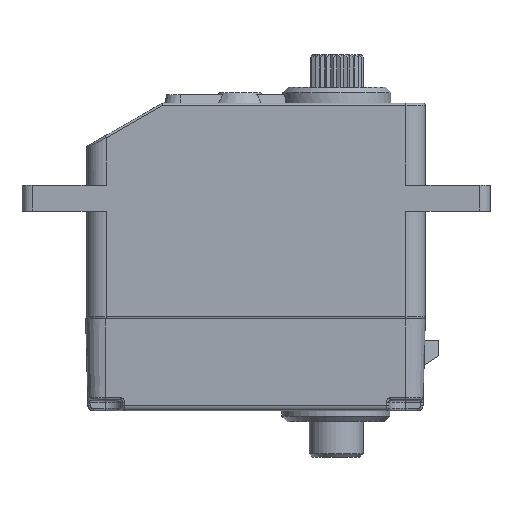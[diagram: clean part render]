
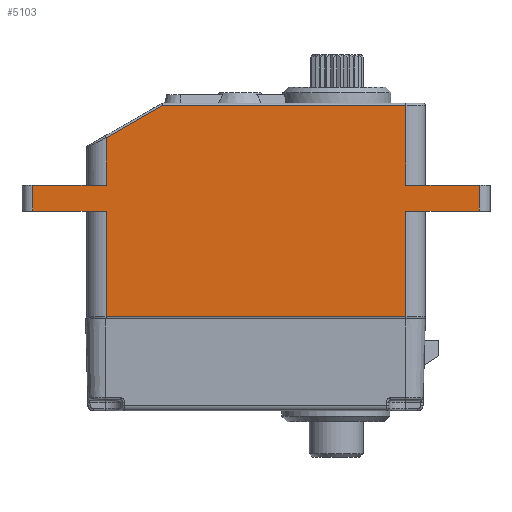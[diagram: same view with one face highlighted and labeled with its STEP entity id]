
A CAD part, top view. The second image highlights one B-rep face of the part: STEP entity #5103.
In plain terms, the highlighted planar face has unit normal (0, 0, 1).
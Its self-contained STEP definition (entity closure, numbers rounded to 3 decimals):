
#1521=DIRECTION('',(-1.,0.,0.));
#1522=VECTOR('',#1521,6.8);
#1523=CARTESIAN_POINT('',(13.2,12.4,8.2));
#1524=LINE('',#1523,#1522);
#1576=DIRECTION('',(1.,0.,0.));
#1577=VECTOR('',#1576,6.8);
#1578=CARTESIAN_POINT('',(6.4,10.,8.2));
#1579=LINE('',#1578,#1577);
#1821=DIRECTION('',(-1.,0.,0.));
#1822=VECTOR('',#1821,27.8);
#1823=CARTESIAN_POINT('',(6.4,0.2,8.2));
#1824=LINE('',#1823,#1822);
#1825=DIRECTION('',(0.,-1.,0.));
#1826=VECTOR('',#1825,9.8);
#1827=CARTESIAN_POINT('',(-21.4,10.,8.2));
#1828=LINE('',#1827,#1826);
#1829=DIRECTION('',(0.,1.,0.));
#1830=VECTOR('',#1829,2.4);
#1831=CARTESIAN_POINT('',(-28.2,10.,8.2));
#1832=LINE('',#1831,#1830);
#1833=DIRECTION('',(0.,-1.,0.));
#1834=VECTOR('',#1833,4.398);
#1835=CARTESIAN_POINT('',(-21.4,16.798,8.2));
#1836=LINE('',#1835,#1834);
#1837=DIRECTION('',(-0.868,-0.496,0.));
#1838=VECTOR('',#1837,6.05);
#1839=CARTESIAN_POINT('',(-16.147,19.8,8.2));
#1840=LINE('',#1839,#1838);
#1841=DIRECTION('',(1.,0.,0.));
#1842=VECTOR('',#1841,22.547);
#1843=CARTESIAN_POINT('',(-16.147,19.8,8.2));
#1844=LINE('',#1843,#1842);
#1845=DIRECTION('',(0.,-1.,0.));
#1846=VECTOR('',#1845,7.4);
#1847=CARTESIAN_POINT('',(6.4,19.8,8.2));
#1848=LINE('',#1847,#1846);
#1849=DIRECTION('',(0.,-1.,0.));
#1850=VECTOR('',#1849,2.4);
#1851=CARTESIAN_POINT('',(13.2,12.4,8.2));
#1852=LINE('',#1851,#1850);
#1853=DIRECTION('',(0.,-1.,0.));
#1854=VECTOR('',#1853,9.8);
#1855=CARTESIAN_POINT('',(6.4,10.,8.2));
#1856=LINE('',#1855,#1854);
#1944=DIRECTION('',(-1.,0.,0.));
#1945=VECTOR('',#1944,6.8);
#1946=CARTESIAN_POINT('',(-21.4,12.4,8.2));
#1947=LINE('',#1946,#1945);
#1983=DIRECTION('',(1.,0.,0.));
#1984=VECTOR('',#1983,6.8);
#1985=CARTESIAN_POINT('',(-28.2,10.,8.2));
#1986=LINE('',#1985,#1984);
#2095=CARTESIAN_POINT('',(-21.4,16.798,8.2));
#2582=CARTESIAN_POINT('',(-21.4,10.,8.2));
#2583=VERTEX_POINT('',#2582);
#2584=CARTESIAN_POINT('',(-21.4,12.4,8.2));
#2585=VERTEX_POINT('',#2584);
#2590=CARTESIAN_POINT('',(6.4,10.,8.2));
#2591=VERTEX_POINT('',#2590);
#2592=CARTESIAN_POINT('',(6.4,12.4,8.2));
#2593=VERTEX_POINT('',#2592);
#2598=CARTESIAN_POINT('',(-28.2,10.,8.2));
#2599=VERTEX_POINT('',#2598);
#2602=CARTESIAN_POINT('',(-28.2,12.4,8.2));
#2603=VERTEX_POINT('',#2602);
#2606=CARTESIAN_POINT('',(13.2,10.,8.2));
#2607=VERTEX_POINT('',#2606);
#2610=CARTESIAN_POINT('',(13.2,12.4,8.2));
#2611=VERTEX_POINT('',#2610);
#2708=VERTEX_POINT('',#2095);
#2710=CARTESIAN_POINT('',(-16.147,19.8,8.2));
#2711=VERTEX_POINT('',#2710);
#2732=CARTESIAN_POINT('',(6.4,19.8,8.2));
#2733=VERTEX_POINT('',#2732);
#2739=CARTESIAN_POINT('',(6.4,0.2,8.2));
#2741=VERTEX_POINT('',#2739);
#2744=CARTESIAN_POINT('',(-21.4,0.2,8.2));
#2745=VERTEX_POINT('',#2744);
#5076=CARTESIAN_POINT('',(-23.2,0.,8.2));
#5077=DIRECTION('',(0.,0.,1.));
#5078=DIRECTION('',(1.,0.,0.));
#5079=AXIS2_PLACEMENT_3D('',#5076,#5077,#5078);
#5080=PLANE('',#5079);
#5081=ORIENTED_EDGE('',*,*,#2940,.T.);
#5083=ORIENTED_EDGE('',*,*,#5082,.F.);
#5085=ORIENTED_EDGE('',*,*,#5084,.F.);
#5087=ORIENTED_EDGE('',*,*,#5086,.T.);
#5089=ORIENTED_EDGE('',*,*,#5088,.F.);
#5091=ORIENTED_EDGE('',*,*,#5090,.F.);
#5092=ORIENTED_EDGE('',*,*,#5067,.F.);
#5093=ORIENTED_EDGE('',*,*,#4678,.T.);
#5094=ORIENTED_EDGE('',*,*,#4706,.T.);
#5095=ORIENTED_EDGE('',*,*,#4730,.F.);
#5097=ORIENTED_EDGE('',*,*,#5096,.T.);
#5098=ORIENTED_EDGE('',*,*,#4811,.F.);
#5100=ORIENTED_EDGE('',*,*,#5099,.T.);
#5101=EDGE_LOOP('',(#5081,#5083,#5085,#5087,#5089,#5091,#5092,#5093,#5094,#5095,
#5097,#5098,#5100));
#5102=FACE_OUTER_BOUND('',#5101,.F.);
#5103=ADVANCED_FACE('',(#5102),#5080,.T.);
#2940=EDGE_CURVE('',#2741,#2745,#1824,.T.);
#4678=EDGE_CURVE('',#2711,#2733,#1844,.T.);
#4706=EDGE_CURVE('',#2733,#2593,#1848,.T.);
#4730=EDGE_CURVE('',#2611,#2593,#1524,.T.);
#4811=EDGE_CURVE('',#2591,#2607,#1579,.T.);
#5067=EDGE_CURVE('',#2711,#2708,#1840,.T.);
#5082=EDGE_CURVE('',#2583,#2745,#1828,.T.);
#5084=EDGE_CURVE('',#2599,#2583,#1986,.T.);
#5086=EDGE_CURVE('',#2599,#2603,#1832,.T.);
#5088=EDGE_CURVE('',#2585,#2603,#1947,.T.);
#5090=EDGE_CURVE('',#2708,#2585,#1836,.T.);
#5096=EDGE_CURVE('',#2611,#2607,#1852,.T.);
#5099=EDGE_CURVE('',#2591,#2741,#1856,.T.);
